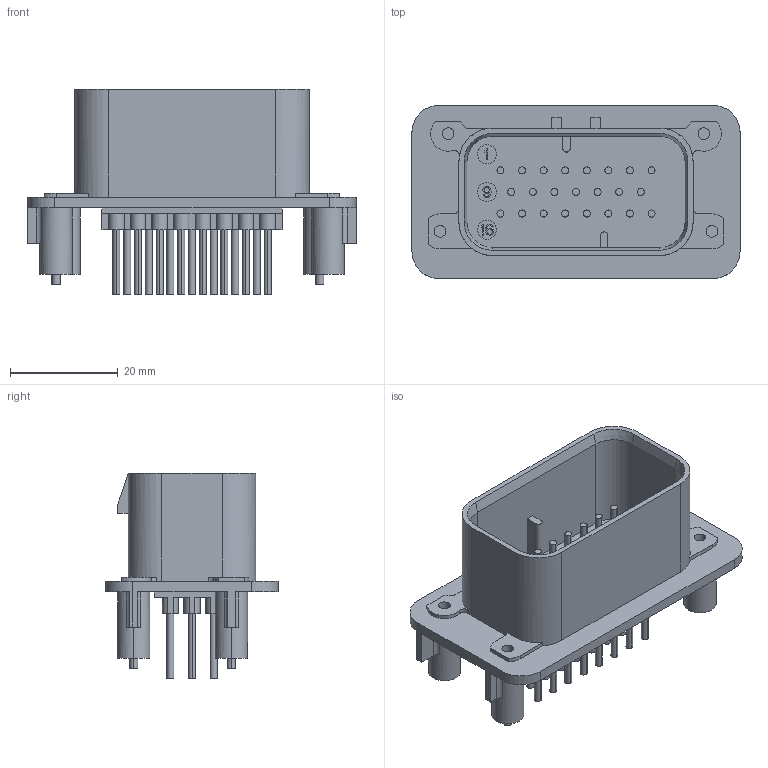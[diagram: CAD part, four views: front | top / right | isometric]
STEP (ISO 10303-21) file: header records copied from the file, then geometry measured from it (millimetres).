
FILE_DESCRIPTION((''),'2;1');
FILE_NAME('C-776200-1','2008-10-29T',('workeradm'),('Tyco Electronics Corporation'),'PRO/ENGINEER BY PARAMETRIC TECHNOLOGY CORPORATION, 2005450','PRO/ENGINEER BY PARAMETRIC TECHNOLOGY CORPORATION, 2005450','');
FILE_SCHEMA(('CONFIG_CONTROL_DESIGN', 'GEOMETRIC_VALIDATION_PROPERTIES_MIM'));
Length unit declared in the file: millimetre
Products named in the file (1): C-776200-1
Bounding box: 60.8 x 32.1 x 38.08 mm (x, y, z)
Volume: 10709.4 mm3; surface area: 12922.8 mm2
Topology: 1 solids, 1 shells, 571 faces, 1485 edges, 986 vertices
Faces by surface type: plane 364, cylinder 201, cone 4, extrusion 2
Entity records: 17662 total; most frequent: CARTESIAN_POINT 3081, DIRECTION 3041, ORIENTED_EDGE 2970, EDGE_CURVE 1485, VECTOR 1063, LINE 1061, AXIS2_PLACEMENT_3D 989, VERTEX_POINT 986
